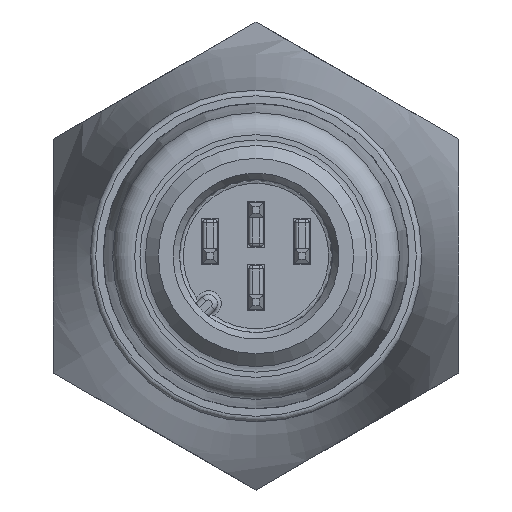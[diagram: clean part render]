
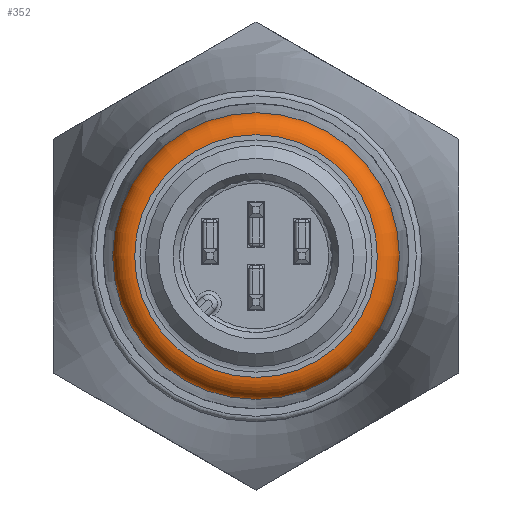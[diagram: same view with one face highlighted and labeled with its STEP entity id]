
A CAD part, front view. The second image highlights one B-rep face of the part: STEP entity #352.
In plain terms, the highlighted toroidal (fillet/blend) face has major radius 6.587 mm and minor radius 1.2 mm.
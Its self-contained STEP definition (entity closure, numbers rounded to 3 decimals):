
#352 = ADVANCED_FACE( '', ( #799, #800 ), #801, .T. );
#799 = FACE_OUTER_BOUND( '', #1401, .T. );
#800 = FACE_OUTER_BOUND( '', #1402, .T. );
#801 = TOROIDAL_SURFACE( '', #1403, 6.587, 1.2 );
#1401 = EDGE_LOOP( '', ( #2383 ) );
#1402 = EDGE_LOOP( '', ( #2384 ) );
#1403 = AXIS2_PLACEMENT_3D( '', #2385, #2386, #2387 );
#2383 = ORIENTED_EDGE( '', *, *, #3520, .F. );
#2384 = ORIENTED_EDGE( '', *, *, #3335, .F. );
#2385 = CARTESIAN_POINT( '', ( 0., -88.52, 0. ) );
#2386 = DIRECTION( '', ( 0., 1., 0. ) );
#2387 = DIRECTION( '', ( 1., 0., 0. ) );
#3335 = EDGE_CURVE( '', #4036, #4036, #4037, .F. );
#3520 = EDGE_CURVE( '', #4314, #4314, #4315, .T. );
#4036 = VERTEX_POINT( '', #5193 );
#4037 = CIRCLE( '', #5194, 6.587 );
#4314 = VERTEX_POINT( '', #5611 );
#4315 = CIRCLE( '', #5612, 7.783 );
#5193 = CARTESIAN_POINT( '', ( 6.587, -89.72, 0. ) );
#5194 = AXIS2_PLACEMENT_3D( '', #6130, #6131, #6132 );
#5611 = CARTESIAN_POINT( '', ( 0., -88.61, 7.783 ) );
#5612 = AXIS2_PLACEMENT_3D( '', #6349, #6350, #6351 );
#6130 = CARTESIAN_POINT( '', ( 0., -89.72, 0. ) );
#6131 = DIRECTION( '', ( 0., 1., 0. ) );
#6132 = DIRECTION( '', ( 1., 0., 0. ) );
#6349 = CARTESIAN_POINT( '', ( 0., -88.61, 0. ) );
#6350 = DIRECTION( '', ( 0., 1., 0. ) );
#6351 = DIRECTION( '', ( 0., 0., 1. ) );
